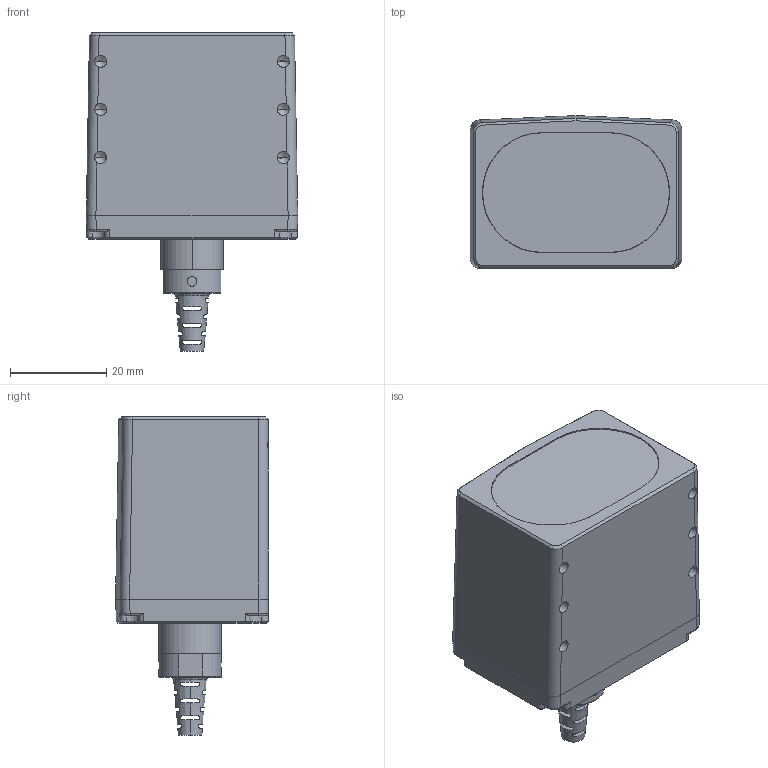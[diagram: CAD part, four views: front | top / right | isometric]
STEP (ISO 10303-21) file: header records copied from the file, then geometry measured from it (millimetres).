
FILE_DESCRIPTION((''),'2;1');
FILE_NAME('TF03_ASM','2018-09-13T',('BW'),(''),'CREO PARAMETRIC BY PTC INC, 2015380','CREO PARAMETRIC BY PTC INC, 2015380','');
FILE_SCHEMA(('CONFIG_CONTROL_DESIGN'));
Length unit declared in the file: millimetre
Products named in the file (6): R; L; 醱啣; 諉脣盄; 諉彶啣郪璃_ASM; TF03_ASM
Assembly tree (5 placements, depth 2):
  TF03_ASM
    R
    L
    醱啣
    諉脣盄
    諉彶啣郪璃_ASM
Bounding box: 44 x 31.8 x 66.2 mm (x, y, z)
Volume: 58179.3 mm3; surface area: 16811.9 mm2
Topology: 4 solids, 9 shells, 316 faces, 844 edges, 521 vertices
Faces by surface type: cylinder 113, plane 101, cone 56, bspline 40, torus 4, extrusion 2
Entity records: 12270 total; most frequent: CARTESIAN_POINT 4591, ORIENTED_EDGE 1632, DIRECTION 1493, EDGE_CURVE 816, AXIS2_PLACEMENT_3D 559, VERTEX_POINT 521, VECTOR 375, LINE 373
